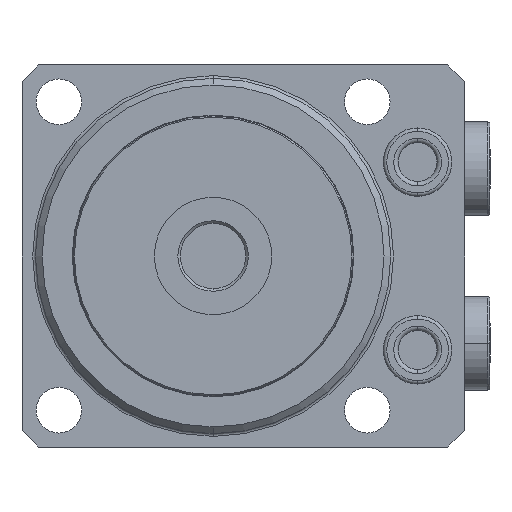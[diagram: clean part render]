
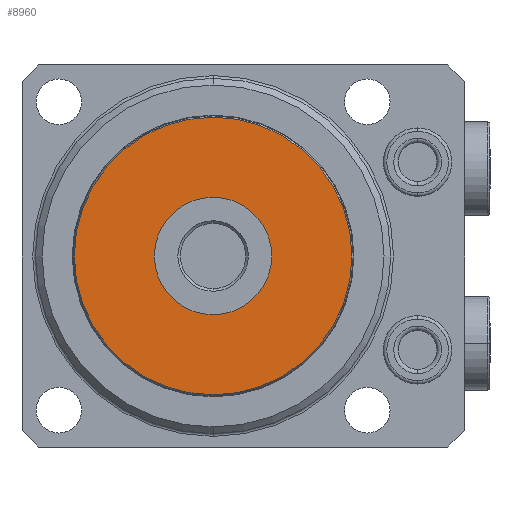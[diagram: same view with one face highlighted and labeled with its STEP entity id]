
A CAD part, front view. The second image highlights one B-rep face of the part: STEP entity #8960.
In plain terms, the highlighted planar face has unit normal (0, -1, 0).
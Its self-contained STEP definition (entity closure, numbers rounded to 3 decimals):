
#319 = DIRECTION ( 'NONE',  ( 0., 0., -1. ) ) ;
#320 = DIRECTION ( 'NONE',  ( 0., -1., 0. ) ) ;
#321 = CARTESIAN_POINT ( 'NONE',  ( 0., -98.5, 0. ) ) ;
#1136 = EDGE_CURVE ( 'NONE', #3789, #3945, #4352, .T. ) ;
#1300 = AXIS2_PLACEMENT_3D ( 'NONE', #7354, #7353, #7344 ) ;
#1302 = AXIS2_PLACEMENT_3D ( 'NONE', #7386, #7383, #7382 ) ;
#1382 = AXIS2_PLACEMENT_3D ( 'NONE', #321, #320, #319 ) ;
#1584 = AXIS2_PLACEMENT_3D ( 'NONE', #8690, #8728, #8780 ) ;
#1971 = EDGE_CURVE ( 'NONE', #4022, #4141, #8331, .T. ) ;
#2011 = ORIENTED_EDGE ( 'NONE', *, *, #2115, .F. ) ;
#2013 = ORIENTED_EDGE ( 'NONE', *, *, #1971, .F. ) ;
#2016 = ORIENTED_EDGE ( 'NONE', *, *, #1136, .F. ) ;
#2018 = ORIENTED_EDGE ( 'NONE', *, *, #2121, .F. ) ;
#2115 = EDGE_CURVE ( 'NONE', #4141, #4022, #8014, .T. ) ;
#2121 = EDGE_CURVE ( 'NONE', #3945, #3789, #8008, .T. ) ;
#3620 = FACE_BOUND ( 'NONE', #10133, .T. ) ;
#3634 = FACE_OUTER_BOUND ( 'NONE', #10153, .T. ) ;
#3789 = VERTEX_POINT ( 'NONE', #7064 ) ;
#3945 = VERTEX_POINT ( 'NONE', #6767 ) ;
#4022 = VERTEX_POINT ( 'NONE', #6682 ) ;
#4141 = VERTEX_POINT ( 'NONE', #5891 ) ;
#4352 = CIRCLE ( 'NONE', #1584, 20.7 ) ;
#4924 = AXIS2_PLACEMENT_3D ( 'NONE', #5547, #5539, #5538 ) ;
#5538 = DIRECTION ( 'NONE',  ( 0., 0., -1. ) ) ;
#5539 = DIRECTION ( 'NONE',  ( 0., -1., 0. ) ) ;
#5544 = PLANE ( 'NONE',  #4924 ) ;
#5547 = CARTESIAN_POINT ( 'NONE',  ( 0., -98.5, 0. ) ) ;
#5891 = CARTESIAN_POINT ( 'NONE',  ( 0., -98.5, -8.75 ) ) ;
#6682 = CARTESIAN_POINT ( 'NONE',  ( 0., -98.5, 8.75 ) ) ;
#6767 = CARTESIAN_POINT ( 'NONE',  ( 0., -98.5, -20.7 ) ) ;
#7064 = CARTESIAN_POINT ( 'NONE',  ( 0., -98.5, 20.7 ) ) ;
#7344 = DIRECTION ( 'NONE',  ( 0., 0., 1. ) ) ;
#7353 = DIRECTION ( 'NONE',  ( 0., 1., 0. ) ) ;
#7354 = CARTESIAN_POINT ( 'NONE',  ( 0., -98.5, 0. ) ) ;
#7382 = DIRECTION ( 'NONE',  ( 0., 0., -1. ) ) ;
#7383 = DIRECTION ( 'NONE',  ( 0., -1., 0. ) ) ;
#7386 = CARTESIAN_POINT ( 'NONE',  ( 0., -98.5, 0. ) ) ;
#8008 = CIRCLE ( 'NONE', #1300, 20.7 ) ;
#8014 = CIRCLE ( 'NONE', #1302, 8.75 ) ;
#8331 = CIRCLE ( 'NONE', #1382, 8.75 ) ;
#8690 = CARTESIAN_POINT ( 'NONE',  ( 0., -98.5, 0. ) ) ;
#8728 = DIRECTION ( 'NONE',  ( 0., 1., 0. ) ) ;
#8780 = DIRECTION ( 'NONE',  ( 0., 0., 1. ) ) ;
#8960 = ADVANCED_FACE ( 'NONE', ( #3620, #3634 ), #5544, .T. ) ;
#10133 = EDGE_LOOP ( 'NONE', ( #2011, #2013 ) ) ;
#10153 = EDGE_LOOP ( 'NONE', ( #2016, #2018 ) ) ;
